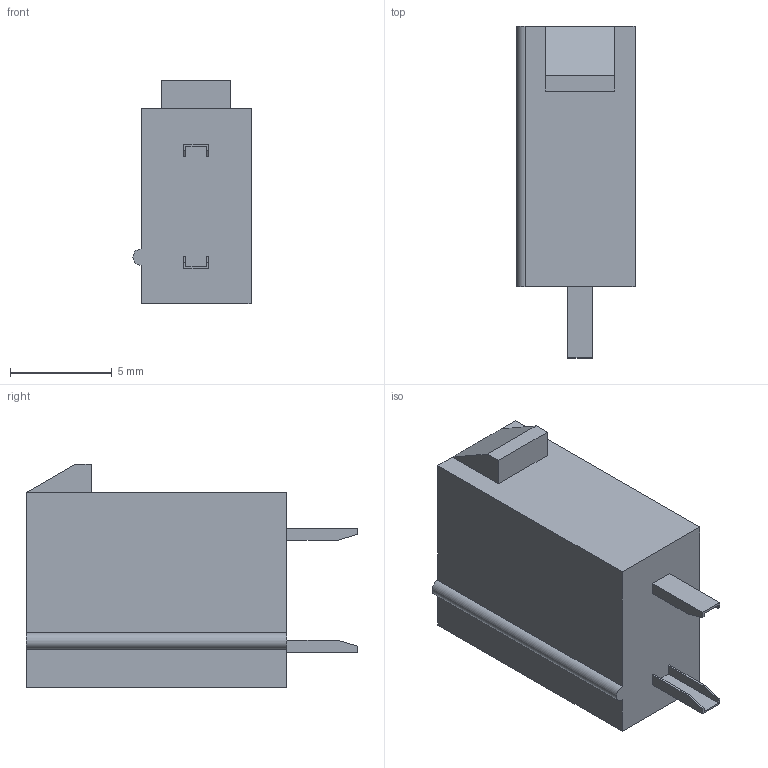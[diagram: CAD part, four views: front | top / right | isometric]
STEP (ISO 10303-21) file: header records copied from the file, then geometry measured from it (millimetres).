
FILE_DESCRIPTION (( 'STEP AP214' ), '1' );
FILE_NAME ('User Library-Con_MF-xxMA.STEP', '2015-10-07T13:44:34', ( 'Windows User' ), ( '' ), 'SwSTEP 2.0', 'SolidWorks 2015', '' );
FILE_SCHEMA (( 'AUTOMOTIVE_DESIGN' ));
Length unit declared in the file: millimetre
Products named in the file (1): User Library-Con_MF-xxMA
Bounding box: 5.8 x 16.3 x 11 mm (x, y, z)
Volume: 385.7 mm3; surface area: 875.5 mm2
Topology: 1 solids, 1 shells, 63 faces, 153 edges, 98 vertices
Faces by surface type: plane 62, cylinder 1
Entity records: 2333 total; most frequent: CARTESIAN_POINT 315, ORIENTED_EDGE 306, DIRECTION 283, EDGE_CURVE 153, VECTOR 151, LINE 151, VERTEX_POINT 98, EDGE_LOOP 69
